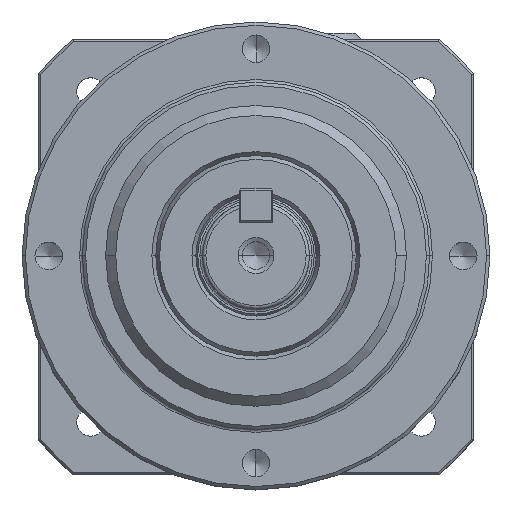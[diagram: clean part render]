
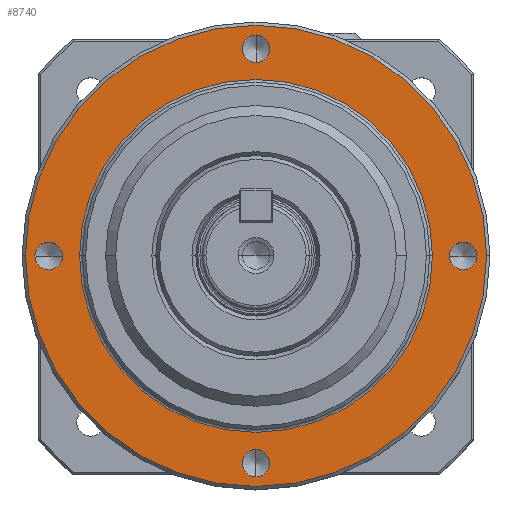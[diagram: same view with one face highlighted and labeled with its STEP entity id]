
A CAD part, top view. The second image highlights one B-rep face of the part: STEP entity #8740.
In plain terms, the highlighted planar face has unit normal (0, 0, 1).
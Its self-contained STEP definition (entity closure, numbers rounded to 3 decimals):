
#1 = DIRECTION ( 'NONE',  ( -1., 0., 0. ) ) ;
#23 = EDGE_LOOP ( 'NONE', ( #3686, #2480 ) ) ;
#108 = CARTESIAN_POINT ( 'NONE',  ( -28.933, 0., 0. ) ) ;
#254 = VERTEX_POINT ( 'NONE', #895 ) ;
#269 = AXIS2_PLACEMENT_3D ( 'NONE', #7892, #9399, #1239 ) ;
#316 = VERTEX_POINT ( 'NONE', #108 ) ;
#453 = DIRECTION ( 'NONE',  ( -1., 0., 0. ) ) ;
#487 = ORIENTED_EDGE ( 'NONE', *, *, #6162, .T. ) ;
#491 = CARTESIAN_POINT ( 'NONE',  ( 0., -31., 0. ) ) ;
#541 = DIRECTION ( 'NONE',  ( 0., 0., -1. ) ) ;
#683 = DIRECTION ( 'NONE',  ( -1., 0., 0. ) ) ;
#850 = VERTEX_POINT ( 'NONE', #9533 ) ;
#895 = CARTESIAN_POINT ( 'NONE',  ( -34.5, 0., 0. ) ) ;
#942 = DIRECTION ( 'NONE',  ( 0., 0., -1. ) ) ;
#1068 = ORIENTED_EDGE ( 'NONE', *, *, #2432, .T. ) ;
#1160 = EDGE_CURVE ( 'NONE', #7228, #254, #5666, .T. ) ;
#1183 = DIRECTION ( 'NONE',  ( 0., -1., 0. ) ) ;
#1203 = AXIS2_PLACEMENT_3D ( 'NONE', #8009, #2177, #8109 ) ;
#1205 = CIRCLE ( 'NONE', #269, 26.4 ) ;
#1236 = CARTESIAN_POINT ( 'NONE',  ( 0., 28.933, 0. ) ) ;
#1239 = DIRECTION ( 'NONE',  ( -1., 0., 0. ) ) ;
#1295 = CARTESIAN_POINT ( 'NONE',  ( 31., 0., 0. ) ) ;
#1363 = CIRCLE ( 'NONE', #2608, 2.067 ) ;
#1472 = AXIS2_PLACEMENT_3D ( 'NONE', #5861, #5125, #8654 ) ;
#1615 = FACE_BOUND ( 'NONE', #23, .T. ) ;
#1829 = AXIS2_PLACEMENT_3D ( 'NONE', #4300, #4350, #7249 ) ;
#1849 = AXIS2_PLACEMENT_3D ( 'NONE', #491, #5906, #1183 ) ;
#2024 = VERTEX_POINT ( 'NONE', #8040 ) ;
#2177 = DIRECTION ( 'NONE',  ( 0., 0., -1. ) ) ;
#2197 = FACE_BOUND ( 'NONE', #8799, .T. ) ;
#2205 = CIRCLE ( 'NONE', #5013, 2.067 ) ;
#2432 = EDGE_CURVE ( 'NONE', #6969, #2785, #2205, .T. ) ;
#2480 = ORIENTED_EDGE ( 'NONE', *, *, #8475, .T. ) ;
#2608 = AXIS2_PLACEMENT_3D ( 'NONE', #7019, #7104, #7662 ) ;
#2714 = CIRCLE ( 'NONE', #1472, 2.067 ) ;
#2785 = VERTEX_POINT ( 'NONE', #5117 ) ;
#2817 = ORIENTED_EDGE ( 'NONE', *, *, #6710, .T. ) ;
#2929 = CIRCLE ( 'NONE', #9031, 34.5 ) ;
#2931 = DIRECTION ( 'NONE',  ( 0., 0., 1. ) ) ;
#2975 = DIRECTION ( 'NONE',  ( 0., 0., -1. ) ) ;
#3027 = EDGE_CURVE ( 'NONE', #8545, #316, #2714, .T. ) ;
#3236 = AXIS2_PLACEMENT_3D ( 'NONE', #7652, #942, #3913 ) ;
#3287 = DIRECTION ( 'NONE',  ( 0., 0., -1. ) ) ;
#3400 = ORIENTED_EDGE ( 'NONE', *, *, #7828, .T. ) ;
#3437 = CARTESIAN_POINT ( 'NONE',  ( 33.067, 0., 0. ) ) ;
#3686 = ORIENTED_EDGE ( 'NONE', *, *, #7488, .T. ) ;
#3710 = FACE_OUTER_BOUND ( 'NONE', #9544, .T. ) ;
#3913 = DIRECTION ( 'NONE',  ( 0., 1., 0. ) ) ;
#3984 = ORIENTED_EDGE ( 'NONE', *, *, #7474, .F. ) ;
#4300 = CARTESIAN_POINT ( 'NONE',  ( -31., 0., 0. ) ) ;
#4350 = DIRECTION ( 'NONE',  ( 0., 0., -1. ) ) ;
#4369 = ORIENTED_EDGE ( 'NONE', *, *, #3027, .T. ) ;
#4386 = FACE_BOUND ( 'NONE', #8899, .T. ) ;
#4438 = PLANE ( 'NONE',  #8712 ) ;
#4565 = VERTEX_POINT ( 'NONE', #8156 ) ;
#4797 = CARTESIAN_POINT ( 'NONE',  ( 0., 0., 0. ) ) ;
#4813 = EDGE_LOOP ( 'NONE', ( #1068, #487 ) ) ;
#5013 = AXIS2_PLACEMENT_3D ( 'NONE', #9445, #5863, #5127 ) ;
#5117 = CARTESIAN_POINT ( 'NONE',  ( 28.933, 0., 0. ) ) ;
#5125 = DIRECTION ( 'NONE',  ( 0., 0., -1. ) ) ;
#5127 = DIRECTION ( 'NONE',  ( 1., 0., 0. ) ) ;
#5327 = CARTESIAN_POINT ( 'NONE',  ( 0., 0., 0. ) ) ;
#5351 = VERTEX_POINT ( 'NONE', #1236 ) ;
#5449 = CIRCLE ( 'NONE', #1849, 2.067 ) ;
#5528 = ORIENTED_EDGE ( 'NONE', *, *, #6542, .T. ) ;
#5666 = CIRCLE ( 'NONE', #8332, 34.5 ) ;
#5861 = CARTESIAN_POINT ( 'NONE',  ( -31., 0., 0. ) ) ;
#5863 = DIRECTION ( 'NONE',  ( 0., 0., -1. ) ) ;
#5888 = CIRCLE ( 'NONE', #3236, 2.067 ) ;
#5906 = DIRECTION ( 'NONE',  ( 0., 0., -1. ) ) ;
#6126 = DIRECTION ( 'NONE',  ( -1., 0., 0. ) ) ;
#6162 = EDGE_CURVE ( 'NONE', #2785, #6969, #7288, .T. ) ;
#6269 = CARTESIAN_POINT ( 'NONE',  ( 34.5, 0., 0. ) ) ;
#6363 = EDGE_CURVE ( 'NONE', #6719, #8917, #1205, .T. ) ;
#6506 = CIRCLE ( 'NONE', #1203, 2.067 ) ;
#6542 = EDGE_CURVE ( 'NONE', #316, #8545, #9325, .T. ) ;
#6707 = CARTESIAN_POINT ( 'NONE',  ( 0., 0., 0. ) ) ;
#6710 = EDGE_CURVE ( 'NONE', #5351, #2024, #5888, .T. ) ;
#6719 = VERTEX_POINT ( 'NONE', #9000 ) ;
#6821 = AXIS2_PLACEMENT_3D ( 'NONE', #1295, #8049, #7316 ) ;
#6969 = VERTEX_POINT ( 'NONE', #3437 ) ;
#6996 = ORIENTED_EDGE ( 'NONE', *, *, #1160, .F. ) ;
#7019 = CARTESIAN_POINT ( 'NONE',  ( 0., -31., 0. ) ) ;
#7098 = CARTESIAN_POINT ( 'NONE',  ( 0., 0., 0. ) ) ;
#7104 = DIRECTION ( 'NONE',  ( 0., 0., -1. ) ) ;
#7228 = VERTEX_POINT ( 'NONE', #6269 ) ;
#7249 = DIRECTION ( 'NONE',  ( -1., 0., 0. ) ) ;
#7288 = CIRCLE ( 'NONE', #6821, 2.067 ) ;
#7316 = DIRECTION ( 'NONE',  ( 1., 0., 0. ) ) ;
#7466 = CIRCLE ( 'NONE', #8557, 26.4 ) ;
#7474 = EDGE_CURVE ( 'NONE', #254, #7228, #2929, .T. ) ;
#7488 = EDGE_CURVE ( 'NONE', #4565, #850, #5449, .T. ) ;
#7538 = FACE_BOUND ( 'NONE', #4813, .T. ) ;
#7652 = CARTESIAN_POINT ( 'NONE',  ( 0., 31., 0. ) ) ;
#7662 = DIRECTION ( 'NONE',  ( 0., -1., 0. ) ) ;
#7760 = ORIENTED_EDGE ( 'NONE', *, *, #8711, .F. ) ;
#7828 = EDGE_CURVE ( 'NONE', #2024, #5351, #6506, .T. ) ;
#7892 = CARTESIAN_POINT ( 'NONE',  ( 0., 0., 0. ) ) ;
#8009 = CARTESIAN_POINT ( 'NONE',  ( 0., 31., 0. ) ) ;
#8039 = ORIENTED_EDGE ( 'NONE', *, *, #6363, .F. ) ;
#8040 = CARTESIAN_POINT ( 'NONE',  ( 0., 33.067, 0. ) ) ;
#8049 = DIRECTION ( 'NONE',  ( 0., 0., -1. ) ) ;
#8109 = DIRECTION ( 'NONE',  ( 0., 1., 0. ) ) ;
#8156 = CARTESIAN_POINT ( 'NONE',  ( 0., -33.067, 0. ) ) ;
#8220 = EDGE_LOOP ( 'NONE', ( #3400, #2817 ) ) ;
#8332 = AXIS2_PLACEMENT_3D ( 'NONE', #4797, #3287, #6126 ) ;
#8475 = EDGE_CURVE ( 'NONE', #850, #4565, #1363, .T. ) ;
#8515 = CARTESIAN_POINT ( 'NONE',  ( 26.4, 0., 0. ) ) ;
#8545 = VERTEX_POINT ( 'NONE', #8668 ) ;
#8557 = AXIS2_PLACEMENT_3D ( 'NONE', #6707, #2931, #1 ) ;
#8654 = DIRECTION ( 'NONE',  ( -1., 0., 0. ) ) ;
#8668 = CARTESIAN_POINT ( 'NONE',  ( -33.067, 0., 0. ) ) ;
#8711 = EDGE_CURVE ( 'NONE', #8917, #6719, #7466, .T. ) ;
#8712 = AXIS2_PLACEMENT_3D ( 'NONE', #5327, #2975, #683 ) ;
#8740 = ADVANCED_FACE ( 'NONE', ( #3710, #1615, #4386, #8947, #7538, #2197 ), #4438, .F. ) ;
#8799 = EDGE_LOOP ( 'NONE', ( #8039, #7760 ) ) ;
#8899 = EDGE_LOOP ( 'NONE', ( #4369, #5528 ) ) ;
#8917 = VERTEX_POINT ( 'NONE', #8515 ) ;
#8947 = FACE_BOUND ( 'NONE', #8220, .T. ) ;
#9000 = CARTESIAN_POINT ( 'NONE',  ( -26.4, 0., 0. ) ) ;
#9031 = AXIS2_PLACEMENT_3D ( 'NONE', #7098, #541, #453 ) ;
#9325 = CIRCLE ( 'NONE', #1829, 2.067 ) ;
#9399 = DIRECTION ( 'NONE',  ( 0., 0., 1. ) ) ;
#9445 = CARTESIAN_POINT ( 'NONE',  ( 31., 0., 0. ) ) ;
#9533 = CARTESIAN_POINT ( 'NONE',  ( 0., -28.933, 0. ) ) ;
#9544 = EDGE_LOOP ( 'NONE', ( #3984, #6996 ) ) ;
